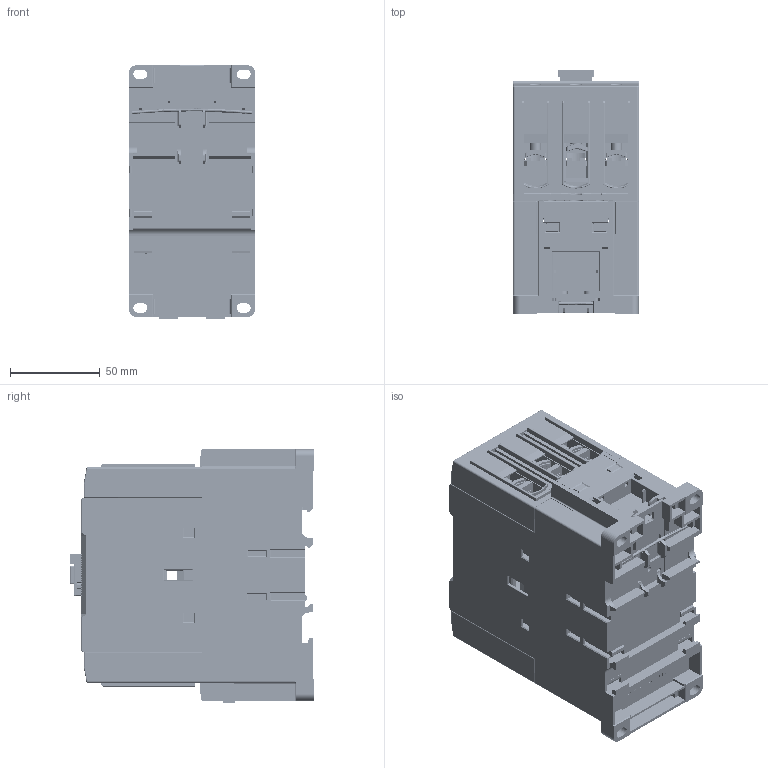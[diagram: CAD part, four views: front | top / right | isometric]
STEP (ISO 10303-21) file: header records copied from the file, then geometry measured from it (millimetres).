
FILE_DESCRIPTION((''),'2;1');
FILE_NAME('MC100AF_AC_LUG_SW0001','2021-07-20T',('sjmoon'),(''),'CREO PARAMETRIC BY PTC INC, 2015380','CREO PARAMETRIC BY PTC INC, 2015380','');
FILE_SCHEMA(('CONFIG_CONTROL_DESIGN'));
Products named in the file (1): MC100AF_AC_LUG_SW0001
Bounding box: 70 x 135.8 x 141 mm (x, y, z)
Volume: 258448.5 mm3; surface area: 304612.1 mm2
Topology: 17 solids, 17 shells, 8137 faces, 22828 edges, 14506 vertices
Faces by surface type: plane 5702, cylinder 1633, bspline 332, torus 166, cone 154, sphere 150
Entity records: 398316 total; most frequent: CARTESIAN_POINT 191113, ORIENTED_EDGE 45600, DIRECTION 39510, EDGE_CURVE 22800, VECTOR 17708, LINE 17708, VERTEX_POINT 14544, AXIS2_PLACEMENT_3D 10901
